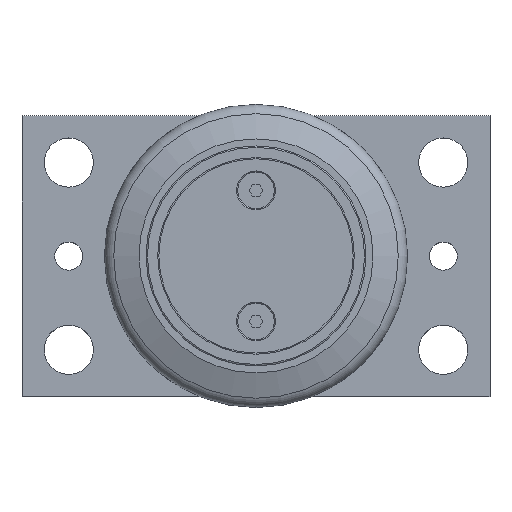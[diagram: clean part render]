
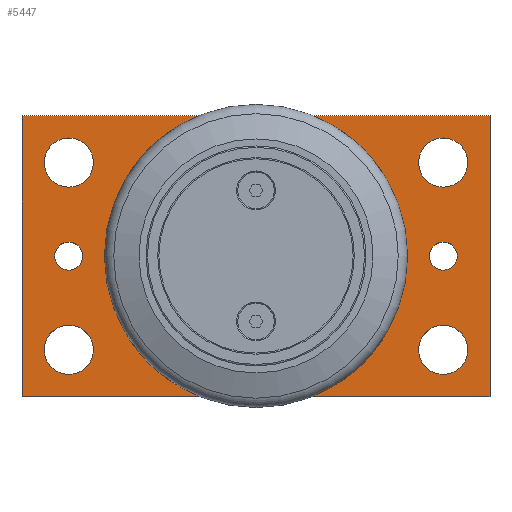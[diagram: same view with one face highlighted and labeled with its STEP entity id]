
A CAD part, top view. The second image highlights one B-rep face of the part: STEP entity #5447.
In plain terms, the highlighted planar face has unit normal (0, 0, 1).
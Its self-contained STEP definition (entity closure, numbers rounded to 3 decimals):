
#39=FACE_BOUND('',#573,.T.);
#40=FACE_BOUND('',#574,.T.);
#41=FACE_BOUND('',#575,.T.);
#42=FACE_BOUND('',#576,.T.);
#43=FACE_BOUND('',#577,.T.);
#44=FACE_BOUND('',#578,.T.);
#45=FACE_BOUND('',#579,.T.);
#46=FACE_BOUND('',#580,.T.);
#47=FACE_BOUND('',#581,.T.);
#48=FACE_BOUND('',#582,.T.);
#49=FACE_BOUND('',#583,.T.);
#80=PLANE('',#5781);
#270=FACE_OUTER_BOUND('',#572,.T.);
#572=EDGE_LOOP('',(#3530,#3531,#3532,#3533));
#573=EDGE_LOOP('',(#3534));
#574=EDGE_LOOP('',(#3535,#3536));
#575=EDGE_LOOP('',(#3537,#3538));
#576=EDGE_LOOP('',(#3539,#3540));
#577=EDGE_LOOP('',(#3541,#3542));
#578=EDGE_LOOP('',(#3543));
#579=EDGE_LOOP('',(#3544));
#580=EDGE_LOOP('',(#3545));
#581=EDGE_LOOP('',(#3546));
#582=EDGE_LOOP('',(#3547));
#583=EDGE_LOOP('',(#3548));
#925=CIRCLE('',#5782,20.5);
#926=CIRCLE('',#5783,4.188);
#927=CIRCLE('',#5784,4.188);
#928=CIRCLE('',#5785,4.188);
#929=CIRCLE('',#5786,4.188);
#930=CIRCLE('',#5787,4.188);
#931=CIRCLE('',#5788,4.188);
#932=CIRCLE('',#5789,4.188);
#933=CIRCLE('',#5790,4.188);
#934=CIRCLE('',#5791,5.25);
#935=CIRCLE('',#5792,5.25);
#936=CIRCLE('',#5793,5.25);
#937=CIRCLE('',#5794,5.25);
#938=CIRCLE('',#5795,3.);
#939=CIRCLE('',#5796,3.);
#1593=LINE('',#8964,#1828);
#1594=LINE('',#8966,#1829);
#1595=LINE('',#8968,#1830);
#1596=LINE('',#8969,#1831);
#1828=VECTOR('',#6780,10.);
#1829=VECTOR('',#6781,10.);
#1830=VECTOR('',#6782,10.);
#1831=VECTOR('',#6783,10.);
#2074=VERTEX_POINT('',#8962);
#2075=VERTEX_POINT('',#8963);
#2076=VERTEX_POINT('',#8965);
#2077=VERTEX_POINT('',#8967);
#2078=VERTEX_POINT('',#8970);
#2079=VERTEX_POINT('',#8972);
#2080=VERTEX_POINT('',#8973);
#2081=VERTEX_POINT('',#8976);
#2082=VERTEX_POINT('',#8977);
#2083=VERTEX_POINT('',#8980);
#2084=VERTEX_POINT('',#8981);
#2085=VERTEX_POINT('',#8984);
#2086=VERTEX_POINT('',#8985);
#2087=VERTEX_POINT('',#8988);
#2088=VERTEX_POINT('',#8990);
#2089=VERTEX_POINT('',#8992);
#2090=VERTEX_POINT('',#8994);
#2091=VERTEX_POINT('',#8996);
#2092=VERTEX_POINT('',#8998);
#2602=EDGE_CURVE('',#2074,#2075,#1593,.T.);
#2603=EDGE_CURVE('',#2076,#2074,#1594,.T.);
#2604=EDGE_CURVE('',#2077,#2076,#1595,.T.);
#2605=EDGE_CURVE('',#2075,#2077,#1596,.T.);
#2606=EDGE_CURVE('',#2078,#2078,#925,.T.);
#2607=EDGE_CURVE('',#2079,#2080,#926,.T.);
#2608=EDGE_CURVE('',#2080,#2079,#927,.T.);
#2609=EDGE_CURVE('',#2081,#2082,#928,.T.);
#2610=EDGE_CURVE('',#2082,#2081,#929,.T.);
#2611=EDGE_CURVE('',#2083,#2084,#930,.T.);
#2612=EDGE_CURVE('',#2084,#2083,#931,.T.);
#2613=EDGE_CURVE('',#2085,#2086,#932,.T.);
#2614=EDGE_CURVE('',#2086,#2085,#933,.T.);
#2615=EDGE_CURVE('',#2087,#2087,#934,.T.);
#2616=EDGE_CURVE('',#2088,#2088,#935,.T.);
#2617=EDGE_CURVE('',#2089,#2089,#936,.T.);
#2618=EDGE_CURVE('',#2090,#2090,#937,.T.);
#2619=EDGE_CURVE('',#2091,#2091,#938,.T.);
#2620=EDGE_CURVE('',#2092,#2092,#939,.T.);
#3530=ORIENTED_EDGE('',*,*,#2602,.F.);
#3531=ORIENTED_EDGE('',*,*,#2603,.F.);
#3532=ORIENTED_EDGE('',*,*,#2604,.F.);
#3533=ORIENTED_EDGE('',*,*,#2605,.F.);
#3534=ORIENTED_EDGE('',*,*,#2606,.T.);
#3535=ORIENTED_EDGE('',*,*,#2607,.T.);
#3536=ORIENTED_EDGE('',*,*,#2608,.T.);
#3537=ORIENTED_EDGE('',*,*,#2609,.T.);
#3538=ORIENTED_EDGE('',*,*,#2610,.T.);
#3539=ORIENTED_EDGE('',*,*,#2611,.T.);
#3540=ORIENTED_EDGE('',*,*,#2612,.T.);
#3541=ORIENTED_EDGE('',*,*,#2613,.T.);
#3542=ORIENTED_EDGE('',*,*,#2614,.T.);
#3543=ORIENTED_EDGE('',*,*,#2615,.T.);
#3544=ORIENTED_EDGE('',*,*,#2616,.T.);
#3545=ORIENTED_EDGE('',*,*,#2617,.T.);
#3546=ORIENTED_EDGE('',*,*,#2618,.T.);
#3547=ORIENTED_EDGE('',*,*,#2619,.T.);
#3548=ORIENTED_EDGE('',*,*,#2620,.T.);
#5447=ADVANCED_FACE('',(#270,#39,#40,#41,#42,#43,#44,#45,#46,#47,#48,#49),
#80,.T.);
#5781=AXIS2_PLACEMENT_3D('',#8961,#6778,#6779);
#5782=AXIS2_PLACEMENT_3D('',#8971,#6784,#6785);
#5783=AXIS2_PLACEMENT_3D('',#8974,#6786,#6787);
#5784=AXIS2_PLACEMENT_3D('',#8975,#6788,#6789);
#5785=AXIS2_PLACEMENT_3D('',#8978,#6790,#6791);
#5786=AXIS2_PLACEMENT_3D('',#8979,#6792,#6793);
#5787=AXIS2_PLACEMENT_3D('',#8982,#6794,#6795);
#5788=AXIS2_PLACEMENT_3D('',#8983,#6796,#6797);
#5789=AXIS2_PLACEMENT_3D('',#8986,#6798,#6799);
#5790=AXIS2_PLACEMENT_3D('',#8987,#6800,#6801);
#5791=AXIS2_PLACEMENT_3D('',#8989,#6802,#6803);
#5792=AXIS2_PLACEMENT_3D('',#8991,#6804,#6805);
#5793=AXIS2_PLACEMENT_3D('',#8993,#6806,#6807);
#5794=AXIS2_PLACEMENT_3D('',#8995,#6808,#6809);
#5795=AXIS2_PLACEMENT_3D('',#8997,#6810,#6811);
#5796=AXIS2_PLACEMENT_3D('',#8999,#6812,#6813);
#6778=DIRECTION('center_axis',(0.,0.,1.));
#6779=DIRECTION('ref_axis',(1.,0.,0.));
#6780=DIRECTION('',(0.,1.,0.));
#6781=DIRECTION('',(-1.,0.,0.));
#6782=DIRECTION('',(0.,-1.,0.));
#6783=DIRECTION('',(1.,0.,0.));
#6784=DIRECTION('center_axis',(0.,0.,-1.));
#6785=DIRECTION('ref_axis',(0.,-1.,0.));
#6786=DIRECTION('center_axis',(0.,0.,-1.));
#6787=DIRECTION('ref_axis',(1.,0.,0.));
#6788=DIRECTION('center_axis',(0.,0.,-1.));
#6789=DIRECTION('ref_axis',(1.,0.,0.));
#6790=DIRECTION('center_axis',(0.,0.,-1.));
#6791=DIRECTION('ref_axis',(1.,0.,0.));
#6792=DIRECTION('center_axis',(0.,0.,-1.));
#6793=DIRECTION('ref_axis',(1.,0.,0.));
#6794=DIRECTION('center_axis',(0.,0.,-1.));
#6795=DIRECTION('ref_axis',(1.,0.,0.));
#6796=DIRECTION('center_axis',(0.,0.,-1.));
#6797=DIRECTION('ref_axis',(1.,0.,0.));
#6798=DIRECTION('center_axis',(0.,0.,-1.));
#6799=DIRECTION('ref_axis',(1.,0.,0.));
#6800=DIRECTION('center_axis',(0.,0.,-1.));
#6801=DIRECTION('ref_axis',(1.,0.,0.));
#6802=DIRECTION('center_axis',(0.,0.,-1.));
#6803=DIRECTION('ref_axis',(-1.,0.,0.));
#6804=DIRECTION('center_axis',(0.,0.,-1.));
#6805=DIRECTION('ref_axis',(-1.,0.,0.));
#6806=DIRECTION('center_axis',(0.,0.,-1.));
#6807=DIRECTION('ref_axis',(-1.,0.,0.));
#6808=DIRECTION('center_axis',(0.,0.,-1.));
#6809=DIRECTION('ref_axis',(-1.,0.,0.));
#6810=DIRECTION('center_axis',(0.,0.,-1.));
#6811=DIRECTION('ref_axis',(-1.,0.,0.));
#6812=DIRECTION('center_axis',(0.,0.,-1.));
#6813=DIRECTION('ref_axis',(-1.,0.,0.));
#8961=CARTESIAN_POINT('Origin',(50.,30.,10.));
#8962=CARTESIAN_POINT('',(0.,0.,10.));
#8963=CARTESIAN_POINT('',(0.,60.,10.));
#8964=CARTESIAN_POINT('',(0.,60.,10.));
#8965=CARTESIAN_POINT('',(100.,0.,10.));
#8966=CARTESIAN_POINT('',(0.,0.,10.));
#8967=CARTESIAN_POINT('',(100.,60.,10.));
#8968=CARTESIAN_POINT('',(100.,0.,10.));
#8969=CARTESIAN_POINT('',(100.,60.,10.));
#8970=CARTESIAN_POINT('',(50.,50.5,10.));
#8971=CARTESIAN_POINT('Origin',(50.,30.,10.));
#8972=CARTESIAN_POINT('',(34.188,10.,10.));
#8973=CARTESIAN_POINT('',(25.812,10.,10.));
#8974=CARTESIAN_POINT('Origin',(30.,10.,10.));
#8975=CARTESIAN_POINT('Origin',(30.,10.,10.));
#8976=CARTESIAN_POINT('',(74.188,10.,10.));
#8977=CARTESIAN_POINT('',(65.812,10.,10.));
#8978=CARTESIAN_POINT('Origin',(70.,10.,10.));
#8979=CARTESIAN_POINT('Origin',(70.,10.,10.));
#8980=CARTESIAN_POINT('',(74.188,50.,10.));
#8981=CARTESIAN_POINT('',(65.812,50.,10.));
#8982=CARTESIAN_POINT('Origin',(70.,50.,10.));
#8983=CARTESIAN_POINT('Origin',(70.,50.,10.));
#8984=CARTESIAN_POINT('',(34.188,50.,10.));
#8985=CARTESIAN_POINT('',(25.812,50.,10.));
#8986=CARTESIAN_POINT('Origin',(30.,50.,10.));
#8987=CARTESIAN_POINT('Origin',(30.,50.,10.));
#8988=CARTESIAN_POINT('',(95.25,50.,10.));
#8989=CARTESIAN_POINT('Origin',(90.,50.,10.));
#8990=CARTESIAN_POINT('',(15.25,10.,10.));
#8991=CARTESIAN_POINT('Origin',(10.,10.,10.));
#8992=CARTESIAN_POINT('',(15.25,50.,10.));
#8993=CARTESIAN_POINT('Origin',(10.,50.,10.));
#8994=CARTESIAN_POINT('',(95.25,10.,10.));
#8995=CARTESIAN_POINT('Origin',(90.,10.,10.));
#8996=CARTESIAN_POINT('',(93.,30.,10.));
#8997=CARTESIAN_POINT('Origin',(90.,30.,10.));
#8998=CARTESIAN_POINT('',(13.,30.,10.));
#8999=CARTESIAN_POINT('Origin',(10.,30.,10.));
